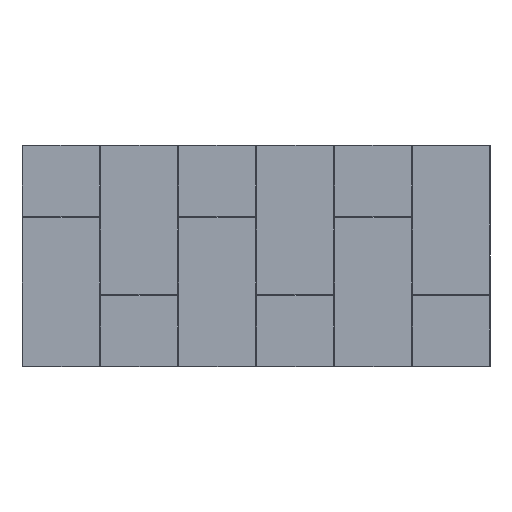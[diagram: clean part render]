
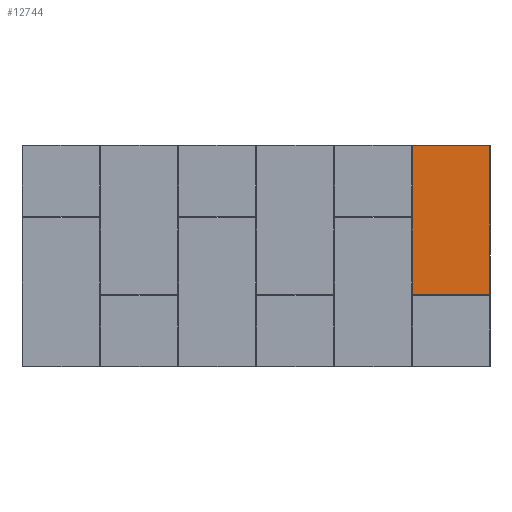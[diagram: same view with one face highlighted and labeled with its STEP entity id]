
A CAD part, top view. The second image highlights one B-rep face of the part: STEP entity #12744.
In plain terms, the highlighted planar face has unit normal (0, 0, 1).
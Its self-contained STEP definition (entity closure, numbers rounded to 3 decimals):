
#688 = CARTESIAN_POINT ( 'NONE',  ( 916.554, -607.2, 4.762 ) ) ;
#845 = CARTESIAN_POINT ( 'NONE',  ( 916.778, -607.446, 4.762 ) ) ;
#1862 = CARTESIAN_POINT ( 'NONE',  ( 916.8, -607.446, 4.762 ) ) ;
#1961 = CARTESIAN_POINT ( 'NONE',  ( 0., -607.446, 4.762 ) ) ;
#2000 = CARTESIAN_POINT ( 'NONE',  ( 916.593, -607.335, 4.762 ) ) ;
#2096 = CARTESIAN_POINT ( 'NONE',  ( 916.554, -25.4, 4.762 ) ) ;
#2172 = ORIENTED_EDGE ( 'NONE', *, *, #4203, .T. ) ;
#2388 = ORIENTED_EDGE ( 'NONE', *, *, #4817, .F. ) ;
#2591 = AXIS2_PLACEMENT_3D ( 'NONE', #5255, #12900, #4104 ) ;
#3372 = EDGE_CURVE ( 'NONE', #5054, #9942, #11972, .T. ) ;
#3375 = DIRECTION ( 'NONE',  ( 0., -1., 0. ) ) ;
#3439 = VERTEX_POINT ( 'NONE', #2096 ) ;
#3870 = CARTESIAN_POINT ( 'NONE',  ( 916.665, -607.407, 4.762 ) ) ;
#4104 = DIRECTION ( 'NONE',  ( 1., 0., 0. ) ) ;
#4203 = EDGE_CURVE ( 'NONE', #3439, #5676, #11991, .T. ) ;
#4418 = CARTESIAN_POINT ( 'NONE',  ( 916.554, 0., 4.762 ) ) ;
#4817 = EDGE_CURVE ( 'NONE', #7853, #9942, #5609, .T. ) ;
#5054 = VERTEX_POINT ( 'NONE', #10384 ) ;
#5118 = PLANE ( 'NONE',  #2591 ) ;
#5154 = VECTOR ( 'NONE', #9836, 1000. ) ;
#5255 = CARTESIAN_POINT ( 'NONE',  ( 0., 0., 4.762 ) ) ;
#5609 = LINE ( 'NONE', #11098, #8978 ) ;
#5676 = VERTEX_POINT ( 'NONE', #688 ) ;
#6288 = CARTESIAN_POINT ( 'NONE',  ( 0., -25.4, 4.762 ) ) ;
#6361 = DIRECTION ( 'NONE',  ( 0., -1., 0. ) ) ;
#6378 = CARTESIAN_POINT ( 'NONE',  ( 916.576, -607.305, 4.762 ) ) ;
#7758 = LINE ( 'NONE', #6288, #5154 ) ;
#7853 = VERTEX_POINT ( 'NONE', #10198 ) ;
#8232 = EDGE_LOOP ( 'NONE', ( #9460, #2172, #10745, #13815, #2388 ) ) ;
#8237 = CARTESIAN_POINT ( 'NONE',  ( 916.601, -607.346, 4.762 ) ) ;
#8310 = CARTESIAN_POINT ( 'NONE',  ( 916.756, -607.444, 4.762 ) ) ;
#8521 = CARTESIAN_POINT ( 'NONE',  ( 916.638, -607.386, 4.762 ) ) ;
#8658 = B_SPLINE_CURVE_WITH_KNOTS ( 'NONE', 3,
 ( #1862, #845, #8310, #9397, #9598, #3870, #13949, #8521, #12885, #11808, #10732, #8237, #2000, #6378, #11520, #10458, #13231, #14160 ),
 .UNSPECIFIED., .F., .F.,
 ( 4, 2, 2, 2, 2, 2, 2, 2, 4 ),
 ( 0., 0.169, 0.333, 0.436, 0.5, 0.564, 0.667, 0.831, 1. ),
 .UNSPECIFIED. ) ;
#8978 = VECTOR ( 'NONE', #3375, 1000. ) ;
#9080 = EDGE_CURVE ( 'NONE', #3439, #7853, #7758, .T. ) ;
#9397 = CARTESIAN_POINT ( 'NONE',  ( 916.715, -607.432, 4.762 ) ) ;
#9460 = ORIENTED_EDGE ( 'NONE', *, *, #9080, .F. ) ;
#9546 = FACE_OUTER_BOUND ( 'NONE', #8232, .T. ) ;
#9598 = CARTESIAN_POINT ( 'NONE',  ( 916.695, -607.424, 4.762 ) ) ;
#9836 = DIRECTION ( 'NONE',  ( 1., 0., 0. ) ) ;
#9942 = VERTEX_POINT ( 'NONE', #13682 ) ;
#10198 = CARTESIAN_POINT ( 'NONE',  ( 1218.235, -25.4, 4.763 ) ) ;
#10384 = CARTESIAN_POINT ( 'NONE',  ( 916.8, -607.446, 4.762 ) ) ;
#10458 = CARTESIAN_POINT ( 'NONE',  ( 916.556, -607.244, 4.762 ) ) ;
#10562 = VECTOR ( 'NONE', #6361, 1000. ) ;
#10732 = CARTESIAN_POINT ( 'NONE',  ( 916.614, -607.362, 4.762 ) ) ;
#10745 = ORIENTED_EDGE ( 'NONE', *, *, #13561, .F. ) ;
#11098 = CARTESIAN_POINT ( 'NONE',  ( 1218.235, 0., 4.763 ) ) ;
#11520 = CARTESIAN_POINT ( 'NONE',  ( 916.568, -607.285, 4.762 ) ) ;
#11808 = CARTESIAN_POINT ( 'NONE',  ( 916.62, -607.368, 4.762 ) ) ;
#11972 = LINE ( 'NONE', #1961, #12001 ) ;
#11991 = LINE ( 'NONE', #4418, #10562 ) ;
#12001 = VECTOR ( 'NONE', #14120, 1000. ) ;
#12744 = ADVANCED_FACE ( 'NONE', ( #9546 ), #5118, .T. ) ;
#12885 = CARTESIAN_POINT ( 'NONE',  ( 916.632, -607.38, 4.762 ) ) ;
#12900 = DIRECTION ( 'NONE',  ( 0., 0., 1. ) ) ;
#13231 = CARTESIAN_POINT ( 'NONE',  ( 916.554, -607.222, 4.762 ) ) ;
#13561 = EDGE_CURVE ( 'NONE', #5054, #5676, #8658, .T. ) ;
#13682 = CARTESIAN_POINT ( 'NONE',  ( 1218.235, -607.446, 4.763 ) ) ;
#13815 = ORIENTED_EDGE ( 'NONE', *, *, #3372, .T. ) ;
#13949 = CARTESIAN_POINT ( 'NONE',  ( 916.654, -607.399, 4.762 ) ) ;
#14120 = DIRECTION ( 'NONE',  ( 1., 0., 0. ) ) ;
#14160 = CARTESIAN_POINT ( 'NONE',  ( 916.554, -607.2, 4.762 ) ) ;
